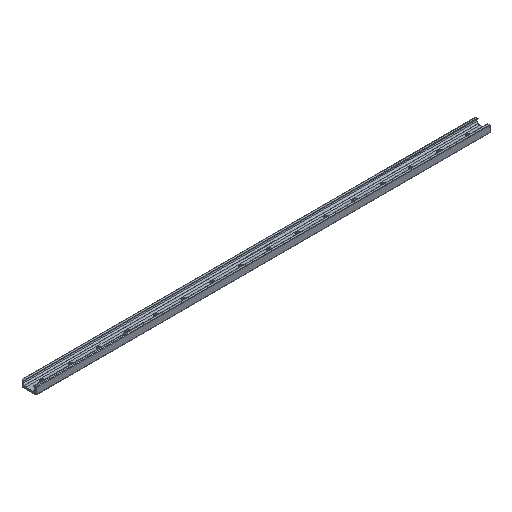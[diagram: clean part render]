
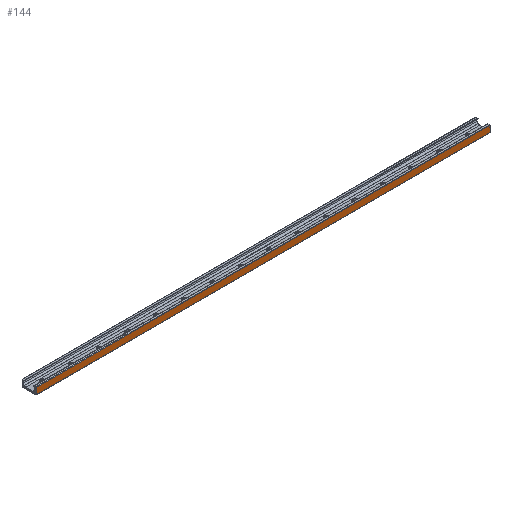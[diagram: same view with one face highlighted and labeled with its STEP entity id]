
A CAD part, isometric view. The second image highlights one B-rep face of the part: STEP entity #144.
In plain terms, the highlighted planar face has unit normal (0, -1, 0).
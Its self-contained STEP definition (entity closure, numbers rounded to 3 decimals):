
#75 = DIRECTION ( 'NONE',  ( -1., 0., 0. ) ) ;
#144 = ADVANCED_FACE ( 'NONE', ( #1956 ), #1692, .F. ) ;
#211 = ORIENTED_EDGE ( 'NONE', *, *, #1469, .T. ) ;
#452 = LINE ( 'NONE', #2300, #2631 ) ;
#503 = ORIENTED_EDGE ( 'NONE', *, *, #2385, .F. ) ;
#545 = VECTOR ( 'NONE', #75, 1000. ) ;
#758 = CARTESIAN_POINT ( 'NONE',  ( 0., -20.005, -9.87 ) ) ;
#772 = VERTEX_POINT ( 'NONE', #1730 ) ;
#778 = DIRECTION ( 'NONE',  ( 0., 0., 1. ) ) ;
#1024 = CARTESIAN_POINT ( 'NONE',  ( 1280., -20.005, -9.87 ) ) ;
#1325 = LINE ( 'NONE', #1024, #2942 ) ;
#1384 = CARTESIAN_POINT ( 'NONE',  ( 1420., -20.005, 8.88 ) ) ;
#1391 = VECTOR ( 'NONE', #1829, 1000. ) ;
#1443 = LINE ( 'NONE', #2732, #545 ) ;
#1469 = EDGE_CURVE ( 'NONE', #1609, #2028, #1325, .T. ) ;
#1595 = EDGE_CURVE ( 'NONE', #1609, #2777, #1443, .T. ) ;
#1609 = VERTEX_POINT ( 'NONE', #2747 ) ;
#1692 = PLANE ( 'NONE',  #2622 ) ;
#1730 = CARTESIAN_POINT ( 'NONE',  ( 0., -20.005, 8.88 ) ) ;
#1829 = DIRECTION ( 'NONE',  ( 0., 0., 1. ) ) ;
#1888 = DIRECTION ( 'NONE',  ( 0., 0., 1. ) ) ;
#1934 = CARTESIAN_POINT ( 'NONE',  ( 1280., -20.005, 8.88 ) ) ;
#1956 = FACE_OUTER_BOUND ( 'NONE', #2016, .T. ) ;
#2016 = EDGE_LOOP ( 'NONE', ( #2541, #503, #3221, #211 ) ) ;
#2028 = VERTEX_POINT ( 'NONE', #1934 ) ;
#2300 = CARTESIAN_POINT ( 'NONE',  ( 1420., -20.005, 8.88 ) ) ;
#2385 = EDGE_CURVE ( 'NONE', #2777, #772, #3146, .T. ) ;
#2441 = DIRECTION ( 'NONE',  ( 0., 1., 0. ) ) ;
#2541 = ORIENTED_EDGE ( 'NONE', *, *, #2657, .F. ) ;
#2622 = AXIS2_PLACEMENT_3D ( 'NONE', #1384, #2441, #1888 ) ;
#2631 = VECTOR ( 'NONE', #3366, 1000. ) ;
#2657 = EDGE_CURVE ( 'NONE', #772, #2028, #452, .T. ) ;
#2704 = CARTESIAN_POINT ( 'NONE',  ( 0., -20.005, -8.88 ) ) ;
#2732 = CARTESIAN_POINT ( 'NONE',  ( 1420., -20.005, -8.88 ) ) ;
#2747 = CARTESIAN_POINT ( 'NONE',  ( 1280., -20.005, -8.88 ) ) ;
#2777 = VERTEX_POINT ( 'NONE', #2704 ) ;
#2942 = VECTOR ( 'NONE', #778, 1000. ) ;
#3146 = LINE ( 'NONE', #758, #1391 ) ;
#3221 = ORIENTED_EDGE ( 'NONE', *, *, #1595, .F. ) ;
#3366 = DIRECTION ( 'NONE',  ( 1., 0., 0. ) ) ;
